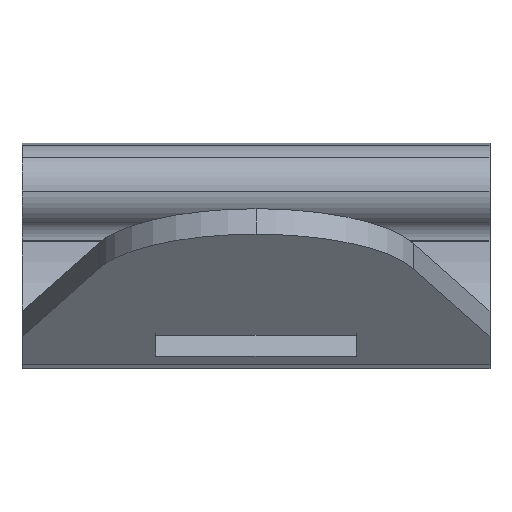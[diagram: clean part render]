
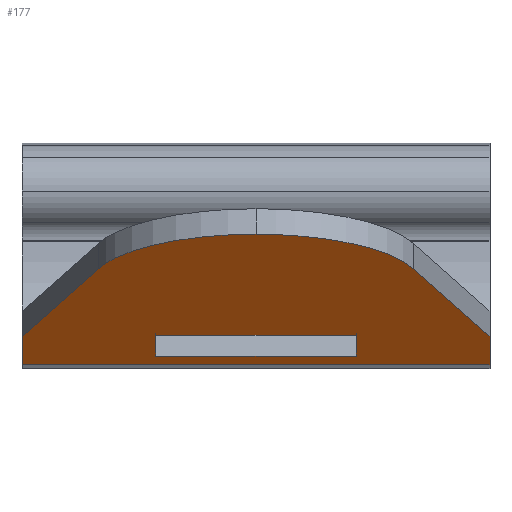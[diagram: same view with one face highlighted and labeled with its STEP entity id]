
A CAD part, front view. The second image highlights one B-rep face of the part: STEP entity #177.
In plain terms, the highlighted planar face has unit normal (0, -0.309, -0.951).
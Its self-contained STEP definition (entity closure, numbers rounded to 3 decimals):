
#74=AXIS2_PLACEMENT_3D('Plane Axis2P3D',#71,#72,#73) ;
#36=CARTESIAN_POINT('Line Origine',(7.,9.317,1.003)) ;
#40=CARTESIAN_POINT('Vertex',(10.,9.317,1.003)) ;
#42=CARTESIAN_POINT('Vertex',(4.,9.317,1.003)) ;
#71=CARTESIAN_POINT('Axis2P3D Location',(0.,12.026,0.122)) ;
#77=CARTESIAN_POINT('Control Point',(11.722,3.192,2.993)) ;
#78=CARTESIAN_POINT('Control Point',(11.542,2.7,3.153)) ;
#79=CARTESIAN_POINT('Control Point',(11.291,2.232,3.305)) ;
#80=CARTESIAN_POINT('Control Point',(10.974,1.799,3.446)) ;
#81=CARTESIAN_POINT('Control Point',(10.223,1.027,3.697)) ;
#82=CARTESIAN_POINT('Control Point',(9.282,0.476,3.876)) ;
#83=CARTESIAN_POINT('Control Point',(8.774,0.263,3.945)) ;
#84=CARTESIAN_POINT('Control Point',(8.106,0.083,4.004)) ;
#85=CARTESIAN_POINT('Control Point',(7.421,0.014,4.026)) ;
#86=CARTESIAN_POINT('Control Point',(7.281,0.005,4.029)) ;
#87=CARTESIAN_POINT('Control Point',(7.14,0.,4.031)) ;
#88=CARTESIAN_POINT('Control Point',(7.,0.,4.031)) ;
#89=CARTESIAN_POINT('Vertex',(11.722,3.192,2.993)) ;
#91=CARTESIAN_POINT('Vertex',(7.,0.,4.031)) ;
#95=CARTESIAN_POINT('Control Point',(7.,0.,4.031)) ;
#96=CARTESIAN_POINT('Control Point',(6.452,0.,4.031)) ;
#97=CARTESIAN_POINT('Control Point',(5.905,0.071,4.008)) ;
#98=CARTESIAN_POINT('Control Point',(5.37,0.214,3.961)) ;
#99=CARTESIAN_POINT('Control Point',(4.357,0.635,3.824)) ;
#100=CARTESIAN_POINT('Control Point',(3.5,1.299,3.609)) ;
#101=CARTESIAN_POINT('Control Point',(3.122,1.685,3.483)) ;
#102=CARTESIAN_POINT('Control Point',(2.724,2.226,3.307)) ;
#103=CARTESIAN_POINT('Control Point',(2.43,2.818,3.115)) ;
#104=CARTESIAN_POINT('Control Point',(2.375,2.941,3.075)) ;
#105=CARTESIAN_POINT('Control Point',(2.324,3.066,3.034)) ;
#106=CARTESIAN_POINT('Control Point',(2.278,3.192,2.993)) ;
#107=CARTESIAN_POINT('Vertex',(2.278,3.192,2.993)) ;
#110=CARTESIAN_POINT('Line Origine',(1.139,6.304,1.982)) ;
#114=CARTESIAN_POINT('Vertex',(0.,9.415,0.971)) ;
#117=CARTESIAN_POINT('Line Origine',(0.,10.721,0.547)) ;
#121=CARTESIAN_POINT('Vertex',(0.,12.026,0.122)) ;
#124=CARTESIAN_POINT('Line Origine',(7.,12.026,0.122)) ;
#128=CARTESIAN_POINT('Vertex',(14.,12.026,0.122)) ;
#131=CARTESIAN_POINT('Line Origine',(14.,10.721,0.547)) ;
#135=CARTESIAN_POINT('Vertex',(14.,9.415,0.971)) ;
#138=CARTESIAN_POINT('Line Origine',(12.861,6.304,1.982)) ;
#152=CARTESIAN_POINT('Line Origine',(10.,10.268,0.694)) ;
#156=CARTESIAN_POINT('Vertex',(10.,11.219,0.385)) ;
#159=CARTESIAN_POINT('Line Origine',(7.,11.219,0.385)) ;
#163=CARTESIAN_POINT('Vertex',(4.,11.219,0.385)) ;
#166=CARTESIAN_POINT('Line Origine',(4.,10.268,0.694)) ;
#37=DIRECTION('Vector Direction',(-1.,0.,0.)) ;
#72=DIRECTION('Axis2P3D Direction',(0.,0.309,0.951)) ;
#73=DIRECTION('Axis2P3D XDirection',(0.,0.951,-0.309)) ;
#111=DIRECTION('Vector Direction',(0.329,-0.898,0.292)) ;
#118=DIRECTION('Vector Direction',(0.,-0.951,0.309)) ;
#125=DIRECTION('Vector Direction',(-1.,0.,0.)) ;
#132=DIRECTION('Vector Direction',(0.,-0.951,0.309)) ;
#139=DIRECTION('Vector Direction',(0.329,0.898,-0.292)) ;
#153=DIRECTION('Vector Direction',(0.,0.951,-0.309)) ;
#160=DIRECTION('Vector Direction',(1.,0.,0.)) ;
#167=DIRECTION('Vector Direction',(0.,0.951,-0.309)) ;
#38=VECTOR('Line Direction',#37,1.) ;
#112=VECTOR('Line Direction',#111,1.) ;
#119=VECTOR('Line Direction',#118,1.) ;
#126=VECTOR('Line Direction',#125,1.) ;
#133=VECTOR('Line Direction',#132,1.) ;
#140=VECTOR('Line Direction',#139,1.) ;
#154=VECTOR('Line Direction',#153,1.) ;
#161=VECTOR('Line Direction',#160,1.) ;
#168=VECTOR('Line Direction',#167,1.) ;
#144=ORIENTED_EDGE('',*,*,#93,.T.) ;
#145=ORIENTED_EDGE('',*,*,#109,.T.) ;
#146=ORIENTED_EDGE('',*,*,#116,.F.) ;
#147=ORIENTED_EDGE('',*,*,#123,.F.) ;
#148=ORIENTED_EDGE('',*,*,#130,.T.) ;
#149=ORIENTED_EDGE('',*,*,#137,.T.) ;
#150=ORIENTED_EDGE('',*,*,#142,.F.) ;
#172=ORIENTED_EDGE('',*,*,#44,.F.) ;
#173=ORIENTED_EDGE('',*,*,#158,.T.) ;
#174=ORIENTED_EDGE('',*,*,#165,.F.) ;
#175=ORIENTED_EDGE('',*,*,#170,.F.) ;
#176=FACE_BOUND('',#171,.T.) ;
#177=ADVANCED_FACE('V1',(#151,#176),#75,.F.) ;
#76=B_SPLINE_CURVE_WITH_KNOTS('',5,(#77,#78,#79,#80,#81,#82,#83,#84,#85,#86,#87,#88),.UNSPECIFIED.,.F.,.U.,(6,3,3,6),(0.,3.884,7.767,8.762),.UNSPECIFIED.) ;
#94=B_SPLINE_CURVE_WITH_KNOTS('',5,(#95,#96,#97,#98,#99,#100,#101,#102,#103,#104,#105,#106),.UNSPECIFIED.,.F.,.U.,(6,3,3,6),(0.,3.884,7.767,8.762),.UNSPECIFIED.) ;
#44=EDGE_CURVE('',#41,#43,#39,.T.) ;
#93=EDGE_CURVE('',#90,#92,#76,.T.) ;
#109=EDGE_CURVE('',#92,#108,#94,.T.) ;
#116=EDGE_CURVE('',#115,#108,#113,.T.) ;
#123=EDGE_CURVE('',#122,#115,#120,.T.) ;
#130=EDGE_CURVE('',#122,#129,#127,.F.) ;
#137=EDGE_CURVE('',#129,#136,#134,.T.) ;
#142=EDGE_CURVE('',#90,#136,#141,.T.) ;
#158=EDGE_CURVE('',#41,#157,#155,.T.) ;
#165=EDGE_CURVE('',#164,#157,#162,.T.) ;
#170=EDGE_CURVE('',#43,#164,#169,.T.) ;
#143=EDGE_LOOP('',(#144,#145,#146,#147,#148,#149,#150)) ;
#171=EDGE_LOOP('',(#172,#173,#174,#175)) ;
#151=FACE_OUTER_BOUND('',#143,.T.) ;
#39=LINE('Line',#36,#38) ;
#113=LINE('Line',#110,#112) ;
#120=LINE('Line',#117,#119) ;
#127=LINE('Line',#124,#126) ;
#134=LINE('Line',#131,#133) ;
#141=LINE('Line',#138,#140) ;
#155=LINE('Line',#152,#154) ;
#162=LINE('Line',#159,#161) ;
#169=LINE('Line',#166,#168) ;
#75=PLANE('',#74) ;
#41=VERTEX_POINT('',#40) ;
#43=VERTEX_POINT('',#42) ;
#90=VERTEX_POINT('',#89) ;
#92=VERTEX_POINT('',#91) ;
#108=VERTEX_POINT('',#107) ;
#115=VERTEX_POINT('',#114) ;
#122=VERTEX_POINT('',#121) ;
#129=VERTEX_POINT('',#128) ;
#136=VERTEX_POINT('',#135) ;
#157=VERTEX_POINT('',#156) ;
#164=VERTEX_POINT('',#163) ;
